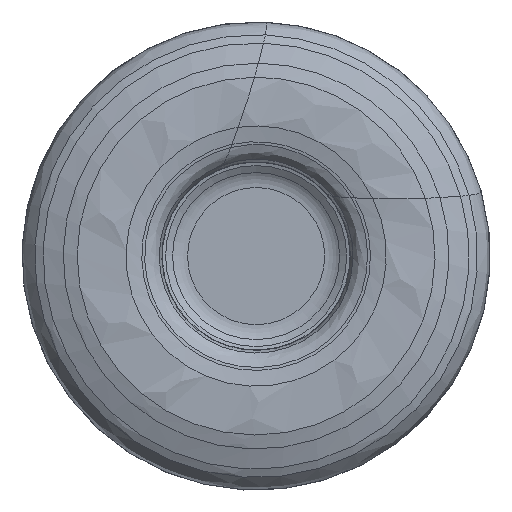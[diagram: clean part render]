
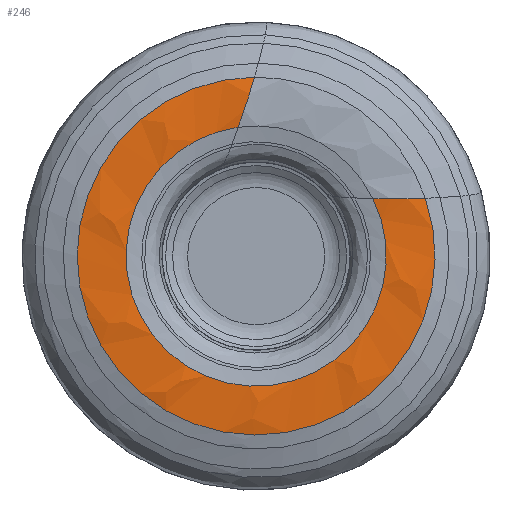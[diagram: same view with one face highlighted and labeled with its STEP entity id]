
A CAD part, left-side view. The second image highlights one B-rep face of the part: STEP entity #246.
In plain terms, the highlighted free-form (B-spline) face has degree [3, 3] with [4, 7] control points.
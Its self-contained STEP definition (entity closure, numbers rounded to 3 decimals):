
#45=(
BOUNDED_SURFACE()
B_SPLINE_SURFACE(3,3,((#1752,#1753,#1754,#1755,#1756,#1757,#1758),(#1759,
#1760,#1761,#1762,#1763,#1764,#1765),(#1766,#1767,#1768,#1769,#1770,#1771,
#1772),(#1773,#1774,#1775,#1776,#1777,#1778,#1779)),.UNSPECIFIED.,.F.,.F.,
 .F.)
B_SPLINE_SURFACE_WITH_KNOTS((4,4),(4,3,4),(0.,1.),(0.,0.5,1.),
 .UNSPECIFIED.)
GEOMETRIC_REPRESENTATION_ITEM()
RATIONAL_B_SPLINE_SURFACE(((1.,0.538,0.538,1.,0.538,
0.538,1.),(0.986,0.531,0.531,
0.986,0.531,0.531,0.986),
(0.986,0.531,0.531,0.986,
0.531,0.531,0.986),(1.,0.538,
0.538,1.,0.538,0.538,1.)))
REPRESENTATION_ITEM('')
SURFACE()
);
#246=ADVANCED_FACE('',(#307),#45,.F.);
#307=FACE_OUTER_BOUND('',#397,.T.);
#397=EDGE_LOOP('',(#526,#527,#528,#529));
#526=ORIENTED_EDGE('',*,*,#827,.F.);
#527=ORIENTED_EDGE('',*,*,#828,.F.);
#528=ORIENTED_EDGE('',*,*,#824,.T.);
#529=ORIENTED_EDGE('',*,*,#829,.F.);
#739=VERTEX_POINT('',#1729);
#740=VERTEX_POINT('',#1730);
#741=VERTEX_POINT('',#1748);
#742=VERTEX_POINT('',#1749);
#824=EDGE_CURVE('',#739,#740,#941,.T.);
#827=EDGE_CURVE('',#741,#742,#942,.T.);
#828=EDGE_CURVE('',#739,#741,#943,.T.);
#829=EDGE_CURVE('',#742,#740,#944,.T.);
#941=CIRCLE('',#1059,5.);
#942=CIRCLE('',#1060,6.874);
#943=CIRCLE('',#1061,5.);
#944=CIRCLE('',#1062,5.);
#1059=AXIS2_PLACEMENT_3D('',#1728,#1249,#1250);
#1060=AXIS2_PLACEMENT_3D('',#1747,#1253,#1254);
#1061=AXIS2_PLACEMENT_3D('',#1750,#1255,#1256);
#1062=AXIS2_PLACEMENT_3D('',#1751,#1257,#1258);
#1249=DIRECTION('',(1.,0.,0.));
#1250=DIRECTION('',(0.,-0.897,0.443));
#1253=DIRECTION('',(1.,0.,0.));
#1254=DIRECTION('',(0.,-0.946,0.323));
#1255=DIRECTION('',(-0.174,0.,0.985));
#1256=DIRECTION('',(0.985,0.,0.174));
#1257=DIRECTION('',(0.174,-0.935,-0.309));
#1258=DIRECTION('',(0.985,0.165,0.055));
#1728=CARTESIAN_POINT('',(0.075,0.,0.));
#1729=CARTESIAN_POINT('',(0.075,-4.484,2.213));
#1730=CARTESIAN_POINT('',(0.075,0.692,4.952));
#1747=CARTESIAN_POINT('',(0.133,0.,0.));
#1748=CARTESIAN_POINT('',(0.133,-6.505,2.223));
#1749=CARTESIAN_POINT('',(0.133,0.066,6.874));
#1750=CARTESIAN_POINT('',(4.924,-5.352,3.068));
#1751=CARTESIAN_POINT('',(4.924,1.231,6.045));
#1752=CARTESIAN_POINT('',(0.075,-4.484,2.213));
#1753=CARTESIAN_POINT('',(0.075,-7.091,-3.069));
#1754=CARTESIAN_POINT('',(0.075,-2.868,-7.175));
#1755=CARTESIAN_POINT('',(0.075,2.339,-4.42));
#1756=CARTESIAN_POINT('',(0.075,7.545,-1.664));
#1757=CARTESIAN_POINT('',(0.075,6.526,4.137));
#1758=CARTESIAN_POINT('',(0.075,0.692,4.952));
#1759=CARTESIAN_POINT('',(-0.042,-5.157,2.193));
#1760=CARTESIAN_POINT('',(-0.042,-7.74,-3.882));
#1761=CARTESIAN_POINT('',(-0.042,-2.754,-8.209));
#1762=CARTESIAN_POINT('',(-0.042,2.896,-4.797));
#1763=CARTESIAN_POINT('',(-0.042,8.547,-1.385));
#1764=CARTESIAN_POINT('',(-0.042,7.04,5.042));
#1765=CARTESIAN_POINT('',(-0.042,0.461,5.585));
#1766=CARTESIAN_POINT('',(-0.023,-5.84,2.196));
#1767=CARTESIAN_POINT('',(-0.023,-8.427,-4.684));
#1768=CARTESIAN_POINT('',(-0.023,-2.677,-9.262));
#1769=CARTESIAN_POINT('',(-0.023,3.448,-5.2));
#1770=CARTESIAN_POINT('',(-0.023,9.574,-1.138));
#1771=CARTESIAN_POINT('',(-0.023,7.593,5.94));
#1772=CARTESIAN_POINT('',(-0.023,0.249,6.234));
#1773=CARTESIAN_POINT('',(0.133,-6.505,2.223));
#1774=CARTESIAN_POINT('',(0.133,-9.124,-5.44));
#1775=CARTESIAN_POINT('',(0.133,-2.639,-10.29));
#1776=CARTESIAN_POINT('',(0.133,3.971,-5.611));
#1777=CARTESIAN_POINT('',(0.133,10.582,-0.933));
#1778=CARTESIAN_POINT('',(0.133,8.164,6.796));
#1779=CARTESIAN_POINT('',(0.133,0.066,6.874));
